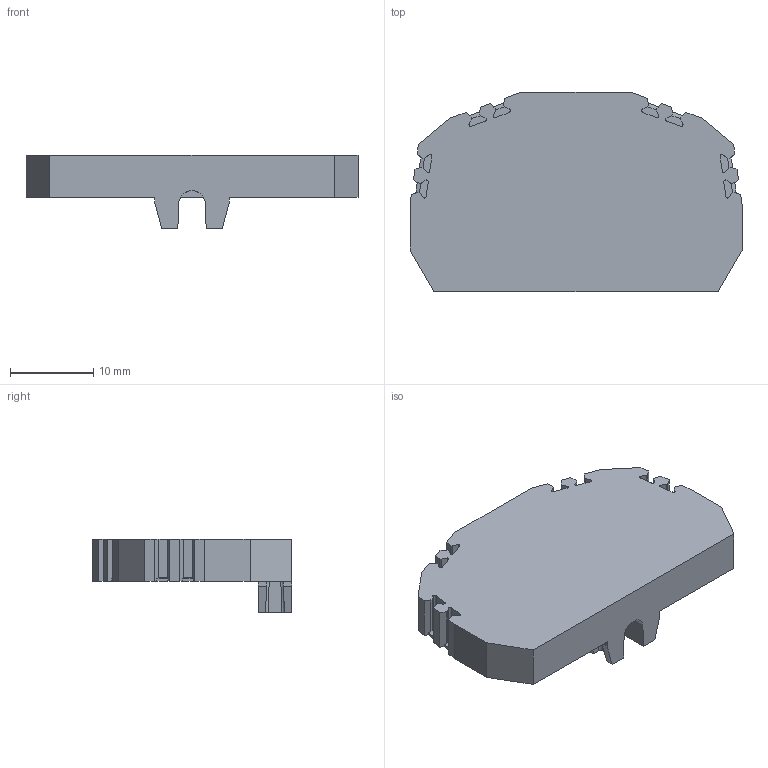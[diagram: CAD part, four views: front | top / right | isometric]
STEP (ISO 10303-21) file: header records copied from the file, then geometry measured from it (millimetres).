
FILE_DESCRIPTION(/* description */ (''),/* implementation_level */ '2;1');
FILE_NAME(/* name */ 'zsrk25eh.stp',/* time_stamp */ '2011-08-05T10:32:38+02:00',/* author */ (''),/* organization */ (''),/* preprocessor_version */ 'ST-DEVELOPER v11',/* originating_system */ 'SIEMENS UGS NX 6.0',/* authorisation */ '');
FILE_SCHEMA (('CONFIG_CONTROL_DESIGN'));
Length unit declared in the file: millimetre
Products named in the file (1): zsrk25eh
Bounding box: 40 x 24 x 8.9 mm (x, y, z)
Volume: 4337.6 mm3; surface area: 2571.3 mm2
Topology: 1 solids, 1 shells, 160 faces, 456 edges, 298 vertices
Faces by surface type: plane 139, cylinder 21
Entity records: 5262 total; most frequent: CARTESIAN_POINT 1107, ORIENTED_EDGE 912, DIRECTION 750, EDGE_CURVE 456, LINE 356, VECTOR 356, VERTEX_POINT 298, AXIS2_PLACEMENT_3D 197
